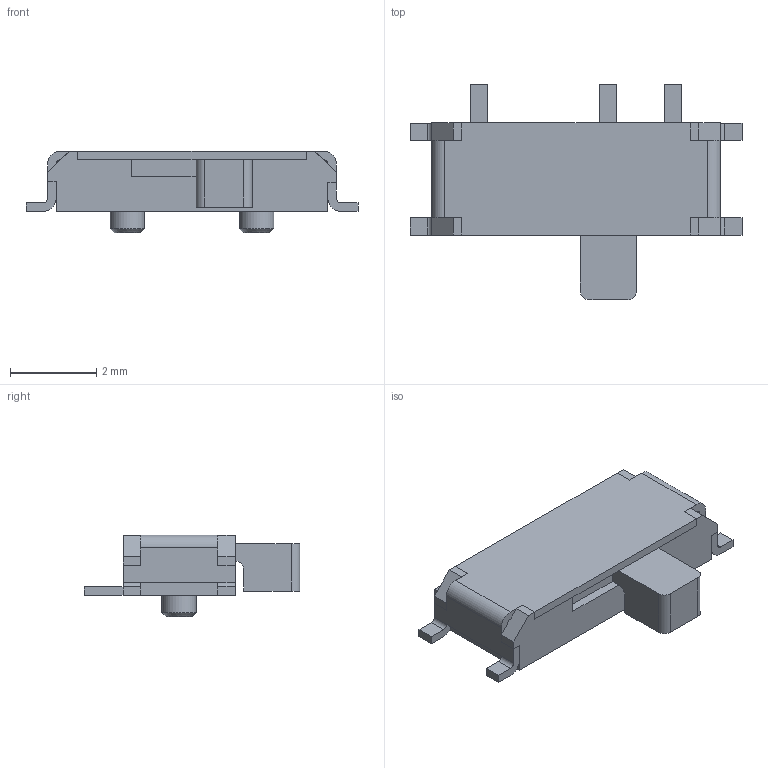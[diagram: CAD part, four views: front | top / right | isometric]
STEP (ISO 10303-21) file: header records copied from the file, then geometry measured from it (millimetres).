
FILE_DESCRIPTION(/* description */ (''),/* implementation_level */ '2;1');
FILE_NAME(/* name */ 'CUS-12TB.step',/* time_stamp */ '2021-07-19T18:29:14+03:00',/* author */ (''),/* organization */ (''),/* preprocessor_version */ 'ST-DEVELOPER v18.1',/* originating_system */ 'Autodesk Translation Framework v10.9.0.1377',/* authorisation */ '');
FILE_SCHEMA (('AUTOMOTIVE_DESIGN { 1 0 10303 214 3 1 1 }'));
Length unit declared in the file: millimetre
Products named in the file (1): CUS-12TB
Bounding box: 7.7 x 5 x 1.9 mm (x, y, z)
Volume: 26.6 mm3; surface area: 122 mm2
Topology: 8 solids, 8 shells, 127 faces, 323 edges, 212 vertices
Faces by surface type: plane 108, cylinder 17, cone 2
Full cylindrical faces by diameter (mm): 0.8 x2
Entity records: 3820 total; most frequent: CARTESIAN_POINT 663, ORIENTED_EDGE 646, DIRECTION 615, EDGE_CURVE 323, LINE 287, VECTOR 287, VERTEX_POINT 212, AXIS2_PLACEMENT_3D 164
